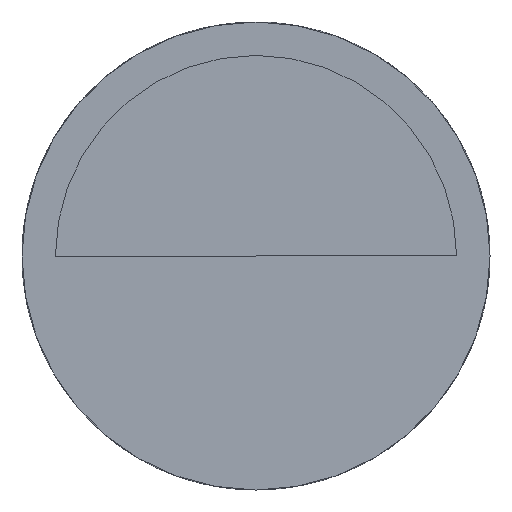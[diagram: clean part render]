
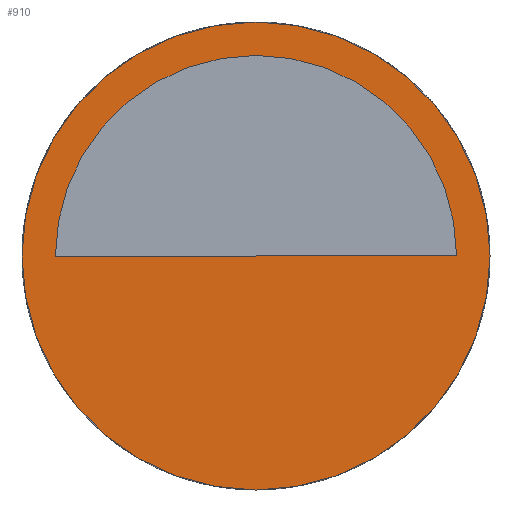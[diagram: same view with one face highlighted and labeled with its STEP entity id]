
A CAD part, front view. The second image highlights one B-rep face of the part: STEP entity #910.
In plain terms, the highlighted planar face has unit normal (0, -1, 0).
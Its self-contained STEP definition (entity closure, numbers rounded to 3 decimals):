
#29=FACE_BOUND('',#218,.T.);
#149=FACE_OUTER_BOUND('',#217,.T.);
#217=EDGE_LOOP('',(#685));
#218=EDGE_LOOP('',(#686,#687));
#277=LINE('',#1713,#318);
#318=VECTOR('',#1197,10.);
#337=CIRCLE('',#973,14.);
#355=CIRCLE('',#1022,12.);
#378=VERTEX_POINT('',#1499);
#412=VERTEX_POINT('',#1711);
#413=VERTEX_POINT('',#1712);
#464=EDGE_CURVE('',#378,#378,#337,.T.);
#512=EDGE_CURVE('',#412,#413,#277,.T.);
#517=EDGE_CURVE('',#413,#412,#355,.T.);
#685=ORIENTED_EDGE('',*,*,#464,.T.);
#686=ORIENTED_EDGE('',*,*,#517,.T.);
#687=ORIENTED_EDGE('',*,*,#512,.T.);
#818=PLANE('',#1021);
#910=ADVANCED_FACE('',(#149,#29),#818,.T.);
#973=AXIS2_PLACEMENT_3D('',#1501,#1086,#1087);
#1021=AXIS2_PLACEMENT_3D('',#1721,#1205,#1206);
#1022=AXIS2_PLACEMENT_3D('',#1722,#1207,#1208);
#1086=DIRECTION('center_axis',(0.,-1.,0.));
#1087=DIRECTION('ref_axis',(1.,0.,0.));
#1197=DIRECTION('',(-1.,0.,0.));
#1205=DIRECTION('center_axis',(0.,-1.,0.));
#1206=DIRECTION('ref_axis',(0.,0.,-1.));
#1207=DIRECTION('center_axis',(0.,1.,0.));
#1208=DIRECTION('ref_axis',(-1.,0.,0.));
#1499=CARTESIAN_POINT('',(14.,-3.,0.));
#1501=CARTESIAN_POINT('Origin',(0.,-3.,0.));
#1711=CARTESIAN_POINT('',(12.,-3.,0.));
#1712=CARTESIAN_POINT('',(-12.,-3.,0.));
#1713=CARTESIAN_POINT('',(12.,-3.,0.));
#1721=CARTESIAN_POINT('Origin',(0.,-3.,0.));
#1722=CARTESIAN_POINT('Origin',(0.,-3.,0.));
